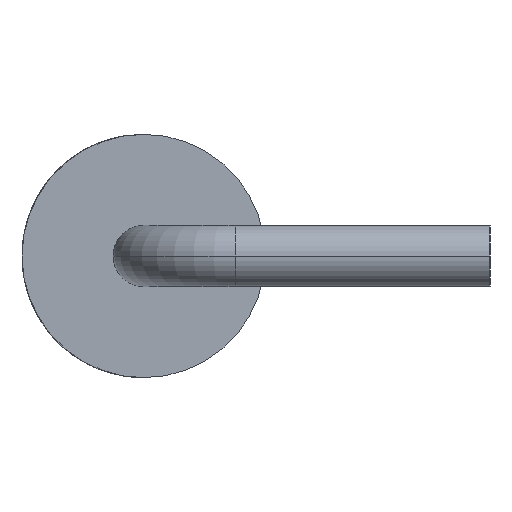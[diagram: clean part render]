
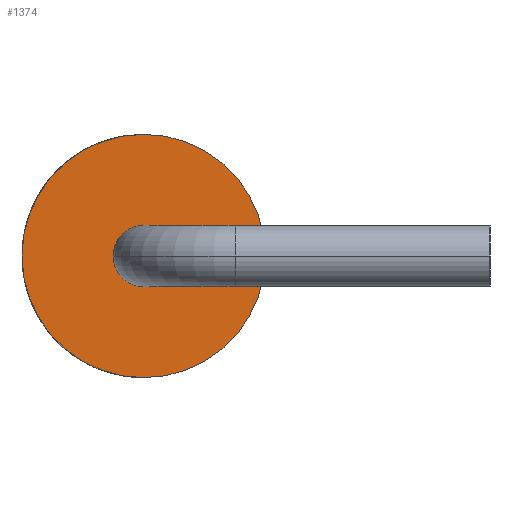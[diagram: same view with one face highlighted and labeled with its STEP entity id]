
A CAD part, left-side view. The second image highlights one B-rep face of the part: STEP entity #1374.
In plain terms, the highlighted planar face has unit normal (-1, 0, 0).
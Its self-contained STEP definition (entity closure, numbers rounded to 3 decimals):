
#52 = CIRCLE ( 'NONE', #3611, 1.95 ) ;
#324 = CIRCLE ( 'NONE', #2764, 1.95 ) ;
#376 = DIRECTION ( 'NONE',  ( 0., 0., -1. ) ) ;
#468 = EDGE_CURVE ( 'NONE', #926, #2453, #324, .T. ) ;
#470 = EDGE_CURVE ( 'NONE', #2453, #926, #52, .T. ) ;
#519 = FACE_BOUND ( 'NONE', #1369, .T. ) ;
#565 = PLANE ( 'NONE',  #4195 ) ;
#601 = CARTESIAN_POINT ( 'NONE',  ( 2.95, 2.95, -1.95 ) ) ;
#868 = ORIENTED_EDGE ( 'NONE', *, *, #468, .F. ) ;
#926 = VERTEX_POINT ( 'NONE', #3705 ) ;
#1091 = DIRECTION ( 'NONE',  ( 1., 0., 0. ) ) ;
#1134 = AXIS2_PLACEMENT_3D ( 'NONE', #3320, #2278, #376 ) ;
#1135 = DIRECTION ( 'NONE',  ( 1., 0., 0. ) ) ;
#1153 = EDGE_CURVE ( 'NONE', #3447, #2945, #1685, .T. ) ;
#1246 = DIRECTION ( 'NONE',  ( 0., 0., -1. ) ) ;
#1270 = CARTESIAN_POINT ( 'NONE',  ( 2.95, 2.95, 0. ) ) ;
#1369 = EDGE_LOOP ( 'NONE', ( #4163, #2335 ) ) ;
#1374 = ADVANCED_FACE ( 'NONE', ( #519, #4153 ), #565, .F. ) ;
#1375 = EDGE_LOOP ( 'NONE', ( #868, #2196 ) ) ;
#1446 = EDGE_CURVE ( 'NONE', #2945, #3447, #3152, .T. ) ;
#1685 = CIRCLE ( 'NONE', #2225, 0.49 ) ;
#1875 = DIRECTION ( 'NONE',  ( 1., 0., 0. ) ) ;
#2191 = DIRECTION ( 'NONE',  ( 0., 0., -1. ) ) ;
#2196 = ORIENTED_EDGE ( 'NONE', *, *, #470, .F. ) ;
#2225 = AXIS2_PLACEMENT_3D ( 'NONE', #3858, #4237, #1246 ) ;
#2278 = DIRECTION ( 'NONE',  ( -1., 0., 0. ) ) ;
#2335 = ORIENTED_EDGE ( 'NONE', *, *, #1153, .F. ) ;
#2453 = VERTEX_POINT ( 'NONE', #601 ) ;
#2687 = CARTESIAN_POINT ( 'NONE',  ( 2.95, 2.46, 0. ) ) ;
#2764 = AXIS2_PLACEMENT_3D ( 'NONE', #2780, #1135, #4108 ) ;
#2780 = CARTESIAN_POINT ( 'NONE',  ( 2.95, 2.95, 0. ) ) ;
#2945 = VERTEX_POINT ( 'NONE', #2687 ) ;
#2959 = CARTESIAN_POINT ( 'NONE',  ( 2.95, 3.44, 0. ) ) ;
#3152 = CIRCLE ( 'NONE', #1134, 0.49 ) ;
#3320 = CARTESIAN_POINT ( 'NONE',  ( 2.95, 2.95, 0. ) ) ;
#3411 = DIRECTION ( 'NONE',  ( 0., 0., -1. ) ) ;
#3447 = VERTEX_POINT ( 'NONE', #2959 ) ;
#3611 = AXIS2_PLACEMENT_3D ( 'NONE', #4068, #1091, #3411 ) ;
#3705 = CARTESIAN_POINT ( 'NONE',  ( 2.95, 2.95, 1.95 ) ) ;
#3858 = CARTESIAN_POINT ( 'NONE',  ( 2.95, 2.95, 0. ) ) ;
#4068 = CARTESIAN_POINT ( 'NONE',  ( 2.95, 2.95, 0. ) ) ;
#4108 = DIRECTION ( 'NONE',  ( 0., 0., -1. ) ) ;
#4153 = FACE_OUTER_BOUND ( 'NONE', #1375, .T. ) ;
#4163 = ORIENTED_EDGE ( 'NONE', *, *, #1446, .F. ) ;
#4195 = AXIS2_PLACEMENT_3D ( 'NONE', #1270, #1875, #2191 ) ;
#4237 = DIRECTION ( 'NONE',  ( -1., 0., 0. ) ) ;
